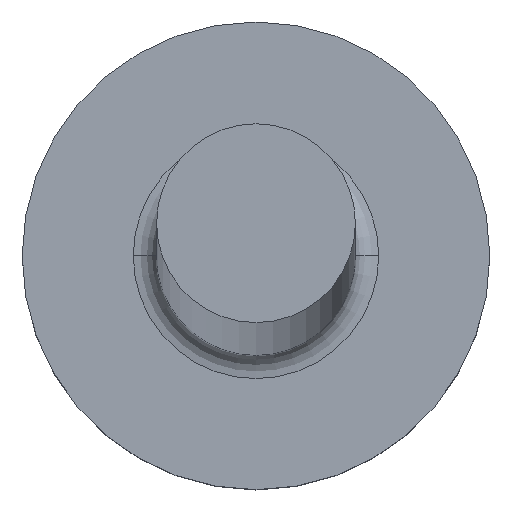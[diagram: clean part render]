
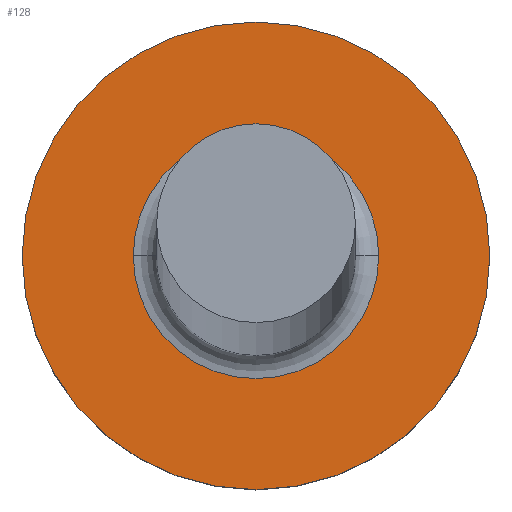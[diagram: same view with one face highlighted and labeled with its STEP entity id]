
A CAD part, top view. The second image highlights one B-rep face of the part: STEP entity #128.
In plain terms, the highlighted planar face has unit normal (0, 0, 1).
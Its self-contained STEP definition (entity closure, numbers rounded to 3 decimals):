
#2 = CARTESIAN_POINT ( 'NONE',  ( 2., 0., 1.5 ) ) ;
#4 = VERTEX_POINT ( 'NONE', #2 ) ;
#6 = CARTESIAN_POINT ( 'NONE',  ( -2., 0., 1.5 ) ) ;
#8 = EDGE_CURVE ( 'NONE', #21, #232, #142, .T. ) ;
#9 = CARTESIAN_POINT ( 'NONE',  ( 0., 0., 1.5 ) ) ;
#13 = CIRCLE ( 'NONE', #300, 2. ) ;
#21 = VERTEX_POINT ( 'NONE', #191 ) ;
#22 = ORIENTED_EDGE ( 'NONE', *, *, #64, .T. ) ;
#26 = CIRCLE ( 'NONE', #71, 2. ) ;
#53 = PLANE ( 'NONE',  #130 ) ;
#54 = DIRECTION ( 'NONE',  ( 1., 0., 0. ) ) ;
#64 = EDGE_CURVE ( 'NONE', #232, #21, #246, .T. ) ;
#71 = AXIS2_PLACEMENT_3D ( 'NONE', #9, #222, #196 ) ;
#77 = ORIENTED_EDGE ( 'NONE', *, *, #8, .T. ) ;
#79 = AXIS2_PLACEMENT_3D ( 'NONE', #167, #260, #93 ) ;
#83 = DIRECTION ( 'NONE',  ( 0., 0., 1. ) ) ;
#93 = DIRECTION ( 'NONE',  ( 1., 0., 0. ) ) ;
#96 = AXIS2_PLACEMENT_3D ( 'NONE', #281, #262, #118 ) ;
#102 = CARTESIAN_POINT ( 'NONE',  ( 1.05, 0., 1.5 ) ) ;
#104 = DIRECTION ( 'NONE',  ( 0., 0., 1. ) ) ;
#118 = DIRECTION ( 'NONE',  ( 1., 0., 0. ) ) ;
#123 = EDGE_CURVE ( 'NONE', #4, #170, #13, .T. ) ;
#126 = FACE_OUTER_BOUND ( 'NONE', #169, .T. ) ;
#128 = ADVANCED_FACE ( 'NONE', ( #155, #126 ), #53, .T. ) ;
#130 = AXIS2_PLACEMENT_3D ( 'NONE', #290, #83, #54 ) ;
#142 = CIRCLE ( 'NONE', #79, 1.05 ) ;
#155 = FACE_BOUND ( 'NONE', #159, .T. ) ;
#159 = EDGE_LOOP ( 'NONE', ( #22, #77 ) ) ;
#162 = ORIENTED_EDGE ( 'NONE', *, *, #123, .T. ) ;
#167 = CARTESIAN_POINT ( 'NONE',  ( 0., 0., 1.5 ) ) ;
#169 = EDGE_LOOP ( 'NONE', ( #288, #162 ) ) ;
#170 = VERTEX_POINT ( 'NONE', #6 ) ;
#175 = EDGE_CURVE ( 'NONE', #170, #4, #26, .T. ) ;
#191 = CARTESIAN_POINT ( 'NONE',  ( -1.05, 0., 1.5 ) ) ;
#196 = DIRECTION ( 'NONE',  ( 1., 0., 0. ) ) ;
#221 = CARTESIAN_POINT ( 'NONE',  ( 0., 0., 1.5 ) ) ;
#222 = DIRECTION ( 'NONE',  ( 0., 0., 1. ) ) ;
#226 = DIRECTION ( 'NONE',  ( 1., 0., 0. ) ) ;
#232 = VERTEX_POINT ( 'NONE', #102 ) ;
#246 = CIRCLE ( 'NONE', #96, 1.05 ) ;
#260 = DIRECTION ( 'NONE',  ( 0., 0., -1. ) ) ;
#262 = DIRECTION ( 'NONE',  ( 0., 0., -1. ) ) ;
#281 = CARTESIAN_POINT ( 'NONE',  ( 0., 0., 1.5 ) ) ;
#288 = ORIENTED_EDGE ( 'NONE', *, *, #175, .T. ) ;
#290 = CARTESIAN_POINT ( 'NONE',  ( 0., 0., 1.5 ) ) ;
#300 = AXIS2_PLACEMENT_3D ( 'NONE', #221, #104, #226 ) ;
